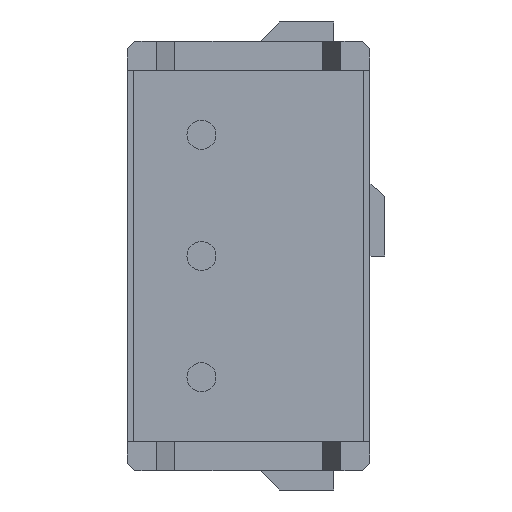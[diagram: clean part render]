
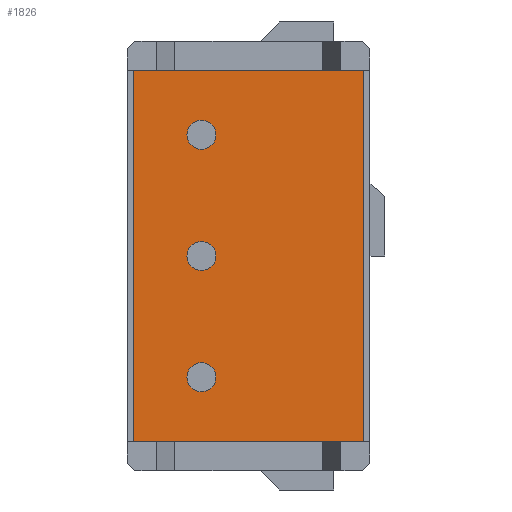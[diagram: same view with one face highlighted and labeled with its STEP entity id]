
A CAD part, front view. The second image highlights one B-rep face of the part: STEP entity #1826.
In plain terms, the highlighted planar face has unit normal (0, -1, 0).
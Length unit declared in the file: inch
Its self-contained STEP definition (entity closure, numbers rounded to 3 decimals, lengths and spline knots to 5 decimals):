
#184=ORIENTED_EDGE('',*,*,#642,.F.);
#185=ORIENTED_EDGE('',*,*,#651,.F.);
#186=ORIENTED_EDGE('',*,*,#646,.F.);
#187=ORIENTED_EDGE('',*,*,#650,.F.);
#642=EDGE_CURVE('',#879,#880,#1069,.T.);
#646=EDGE_CURVE('',#882,#883,#1073,.T.);
#650=EDGE_CURVE('',#880,#882,#1077,.T.);
#651=EDGE_CURVE('',#883,#879,#1078,.T.);
#879=VERTEX_POINT('',#2701);
#880=VERTEX_POINT('',#2703);
#882=VERTEX_POINT('',#2709);
#883=VERTEX_POINT('',#2711);
#1069=LINE('',#2702,#1318);
#1073=LINE('',#2710,#1322);
#1077=LINE('',#2717,#1326);
#1078=LINE('',#2719,#1327);
#1318=VECTOR('',#2183,39.37008);
#1322=VECTOR('',#2189,39.37008);
#1326=VECTOR('',#2195,39.37008);
#1327=VECTOR('',#2198,39.37008);
#1507=EDGE_LOOP('',(#184,#185,#186,#187));
#1618=FACE_BOUND('',#1507,.T.);
#1728=PLANE('',#1977);
#1826=ADVANCED_FACE('',(#1618),#1728,.F.);
#1977=AXIS2_PLACEMENT_3D('',#2720,#2199,#2200);
#2183=DIRECTION('',(-1.,0.,0.));
#2189=DIRECTION('',(1.,0.,0.));
#2195=DIRECTION('',(0.,0.,1.));
#2198=DIRECTION('',(0.,0.,-1.));
#2199=DIRECTION('',(0.,1.,0.));
#2200=DIRECTION('',(0.,0.,1.));
#2701=CARTESIAN_POINT('',(0.095,0.032,-0.153));
#2702=CARTESIAN_POINT('',(0.095,0.032,-0.153));
#2703=CARTESIAN_POINT('',(-0.095,0.032,-0.153));
#2709=CARTESIAN_POINT('',(-0.095,0.032,0.153));
#2710=CARTESIAN_POINT('',(-0.095,0.032,0.153));
#2711=CARTESIAN_POINT('',(0.095,0.032,0.153));
#2717=CARTESIAN_POINT('',(-0.095,0.032,-0.153));
#2719=CARTESIAN_POINT('',(0.095,0.032,0.153));
#2720=CARTESIAN_POINT('',(0.,0.032,0.));
